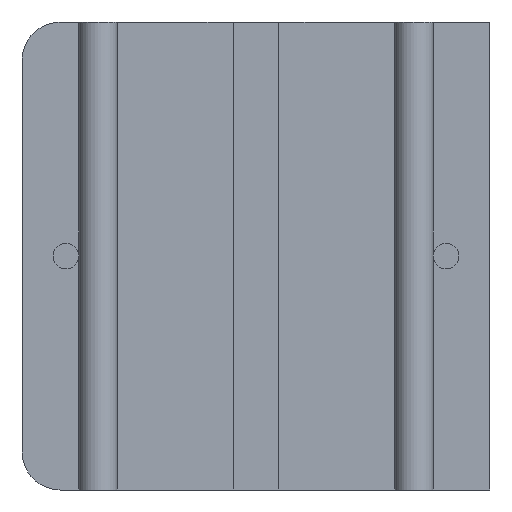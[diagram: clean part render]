
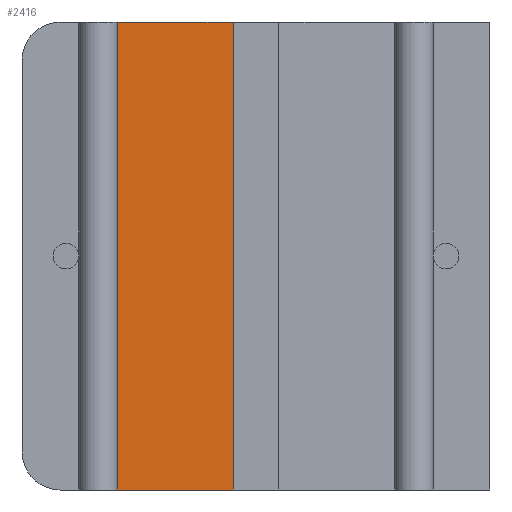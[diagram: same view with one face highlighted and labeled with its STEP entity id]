
A CAD part, front view. The second image highlights one B-rep face of the part: STEP entity #2416.
In plain terms, the highlighted planar face has unit normal (0, -1, 0).
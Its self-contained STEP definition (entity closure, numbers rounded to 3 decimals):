
#37 = DIRECTION ( 'NONE',  ( 1., 0., 0. ) ) ;
#151 = VERTEX_POINT ( 'NONE', #2410 ) ;
#328 = VECTOR ( 'NONE', #1724, 1000. ) ;
#359 = VERTEX_POINT ( 'NONE', #2423 ) ;
#492 = CARTESIAN_POINT ( 'NONE',  ( 2.505, 0., 12.3 ) ) ;
#508 = LINE ( 'NONE', #848, #2034 ) ;
#533 = ORIENTED_EDGE ( 'NONE', *, *, #934, .T. ) ;
#534 = LINE ( 'NONE', #3140, #721 ) ;
#583 = CARTESIAN_POINT ( 'NONE',  ( 5.55, 0., 12.3 ) ) ;
#721 = VECTOR ( 'NONE', #37, 1000. ) ;
#756 = DIRECTION ( 'NONE',  ( 1., 0., 0. ) ) ;
#848 = CARTESIAN_POINT ( 'NONE',  ( 5.55, 0., 0. ) ) ;
#934 = EDGE_CURVE ( 'NONE', #151, #359, #508, .T. ) ;
#941 = FACE_OUTER_BOUND ( 'NONE', #1268, .T. ) ;
#968 = ORIENTED_EDGE ( 'NONE', *, *, #2050, .F. ) ;
#1036 = CARTESIAN_POINT ( 'NONE',  ( 5.55, 0., 12.3 ) ) ;
#1056 = EDGE_CURVE ( 'NONE', #1177, #151, #2346, .T. ) ;
#1177 = VERTEX_POINT ( 'NONE', #492 ) ;
#1268 = EDGE_LOOP ( 'NONE', ( #533, #1273, #968, #1394 ) ) ;
#1273 = ORIENTED_EDGE ( 'NONE', *, *, #3363, .F. ) ;
#1385 = CARTESIAN_POINT ( 'NONE',  ( 5.55, 0., 12.3 ) ) ;
#1394 = ORIENTED_EDGE ( 'NONE', *, *, #1056, .T. ) ;
#1558 = LINE ( 'NONE', #1385, #328 ) ;
#1632 = CARTESIAN_POINT ( 'NONE',  ( 2.505, 0., 12.3 ) ) ;
#1724 = DIRECTION ( 'NONE',  ( 0., 0., -1. ) ) ;
#1936 = DIRECTION ( 'NONE',  ( 0., 0., -1. ) ) ;
#1945 = VECTOR ( 'NONE', #1936, 1000. ) ;
#1984 = DIRECTION ( 'NONE',  ( 0., 1., 0. ) ) ;
#2034 = VECTOR ( 'NONE', #756, 1000. ) ;
#2050 = EDGE_CURVE ( 'NONE', #1177, #2682, #534, .T. ) ;
#2346 = LINE ( 'NONE', #1632, #1945 ) ;
#2410 = CARTESIAN_POINT ( 'NONE',  ( 2.505, 0., 0. ) ) ;
#2416 = ADVANCED_FACE ( 'NONE', ( #941 ), #3424, .F. ) ;
#2423 = CARTESIAN_POINT ( 'NONE',  ( 5.55, 0., 0. ) ) ;
#2682 = VERTEX_POINT ( 'NONE', #1036 ) ;
#2804 = AXIS2_PLACEMENT_3D ( 'NONE', #583, #1984, #2871 ) ;
#2871 = DIRECTION ( 'NONE',  ( -1., 0., 0. ) ) ;
#3140 = CARTESIAN_POINT ( 'NONE',  ( 5.55, 0., 12.3 ) ) ;
#3363 = EDGE_CURVE ( 'NONE', #2682, #359, #1558, .T. ) ;
#3424 = PLANE ( 'NONE',  #2804 ) ;
